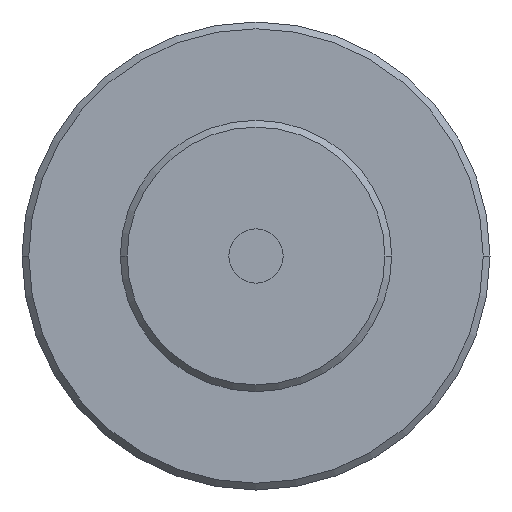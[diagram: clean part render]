
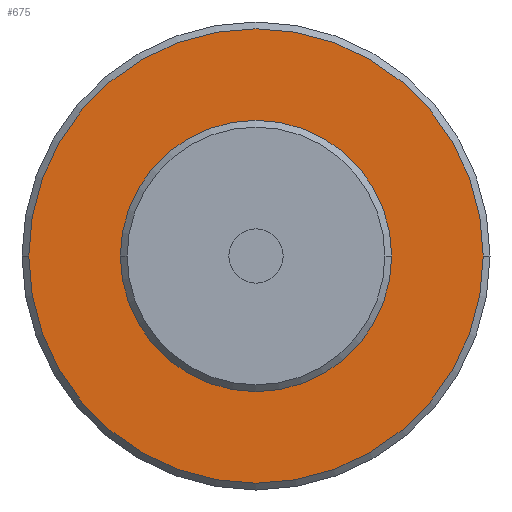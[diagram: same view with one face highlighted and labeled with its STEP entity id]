
A CAD part, front view. The second image highlights one B-rep face of the part: STEP entity #675.
In plain terms, the highlighted planar face has unit normal (0, -1, 0).
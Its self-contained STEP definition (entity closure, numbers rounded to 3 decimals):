
#235=CARTESIAN_POINT('',(0.,-49.,0.));
#236=DIRECTION('',(0.,-1.,0.));
#237=DIRECTION('',(1.,0.,0.));
#238=AXIS2_PLACEMENT_3D('',#235,#236,#237);
#240=CARTESIAN_POINT('',(0.,-49.,0.));
#241=DIRECTION('',(0.,1.,0.));
#242=DIRECTION('',(1.,0.,0.));
#243=AXIS2_PLACEMENT_3D('',#240,#241,#242);
#258=CARTESIAN_POINT('',(0.,-49.,0.));
#259=DIRECTION('',(0.,-1.,0.));
#260=DIRECTION('',(1.,0.,0.));
#261=AXIS2_PLACEMENT_3D('',#258,#259,#260);
#272=CARTESIAN_POINT('',(0.,-49.,0.));
#273=DIRECTION('',(0.,1.,0.));
#274=DIRECTION('',(1.,0.,0.));
#275=AXIS2_PLACEMENT_3D('',#272,#273,#274);
#356=CARTESIAN_POINT('',(16.75,-49.,0.));
#357=CARTESIAN_POINT('',(-16.75,-49.,0.));
#358=VERTEX_POINT('',#356);
#359=VERTEX_POINT('',#357);
#372=CARTESIAN_POINT('',(10.,-49.,0.));
#373=VERTEX_POINT('',#372);
#374=CARTESIAN_POINT('',(-10.,-49.,0.));
#375=VERTEX_POINT('',#374);
#659=CARTESIAN_POINT('',(0.,-49.,0.));
#660=DIRECTION('',(0.,-1.,0.));
#661=DIRECTION('',(-1.,0.,0.));
#662=AXIS2_PLACEMENT_3D('',#659,#660,#661);
#663=PLANE('',#662);
#665=ORIENTED_EDGE('',*,*,#664,.T.);
#667=ORIENTED_EDGE('',*,*,#666,.F.);
#668=EDGE_LOOP('',(#665,#667));
#669=FACE_OUTER_BOUND('',#668,.F.);
#670=ORIENTED_EDGE('',*,*,#654,.T.);
#672=ORIENTED_EDGE('',*,*,#671,.F.);
#673=EDGE_LOOP('',(#670,#672));
#674=FACE_BOUND('',#673,.F.);
#675=ADVANCED_FACE('',(#669,#674),#663,.T.);
#239=CIRCLE('',#238,10.);
#244=CIRCLE('',#243,10.);
#262=CIRCLE('',#261,16.75);
#276=CIRCLE('',#275,16.75);
#654=EDGE_CURVE('',#373,#375,#239,.T.);
#664=EDGE_CURVE('',#358,#359,#276,.T.);
#666=EDGE_CURVE('',#358,#359,#262,.T.);
#671=EDGE_CURVE('',#373,#375,#244,.T.);
